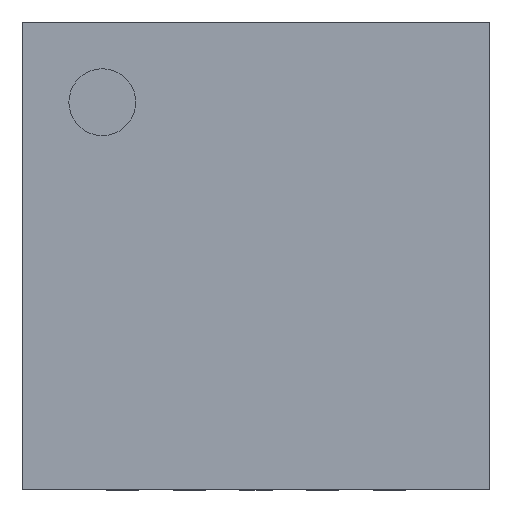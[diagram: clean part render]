
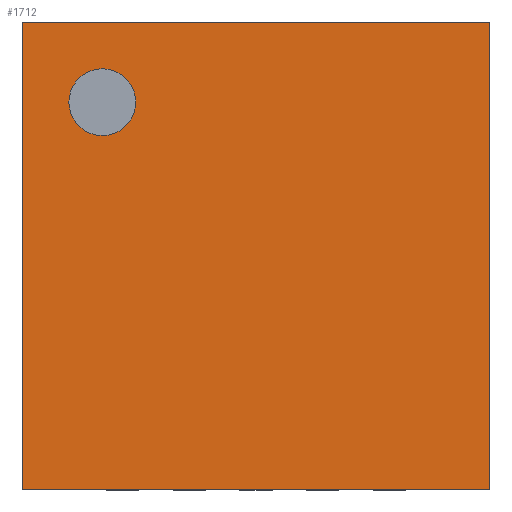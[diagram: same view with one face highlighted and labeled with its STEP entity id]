
A CAD part, top view. The second image highlights one B-rep face of the part: STEP entity #1712.
In plain terms, the highlighted face is planar.
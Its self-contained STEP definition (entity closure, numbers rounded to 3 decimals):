
#504 = EDGE_CURVE ( 'NONE', #3164, #6759, #4426, .T. ) ;
#755 = ORIENTED_EDGE ( 'NONE', *, *, #2153, .T. ) ;
#1106 = EDGE_CURVE ( 'NONE', #8395, #4597, #10005, .T. ) ;
#1253 = DIRECTION ( 'NONE',  ( -1., 0., 0. ) ) ;
#1261 = VECTOR ( 'NONE', #1253, 1000. ) ;
#1545 = LINE ( 'NONE', #7424, #1261 ) ;
#1712 = ADVANCED_FACE ( 'NONE', ( #3685, #3289 ), #10200, .T. ) ;
#1715 = VERTEX_POINT ( 'NONE', #10342 ) ;
#1839 = DIRECTION ( 'NONE',  ( 0., 1., 0. ) ) ;
#1862 = ORIENTED_EDGE ( 'NONE', *, *, #9443, .F. ) ;
#2153 = EDGE_CURVE ( 'NONE', #6759, #8395, #1545, .T. ) ;
#2378 = CARTESIAN_POINT ( 'NONE',  ( 1.75, 0.975, -1.75 ) ) ;
#2544 = CARTESIAN_POINT ( 'NONE',  ( 1.75, 0.975, 1.75 ) ) ;
#2600 = CARTESIAN_POINT ( 'NONE',  ( -1.75, 0.975, 1.75 ) ) ;
#2759 = CARTESIAN_POINT ( 'NONE',  ( -1.75, 0.975, 1.75 ) ) ;
#3164 = VERTEX_POINT ( 'NONE', #2544 ) ;
#3289 = FACE_OUTER_BOUND ( 'NONE', #9153, .T. ) ;
#3347 = DIRECTION ( 'NONE',  ( 1., 0., 0. ) ) ;
#3609 = DIRECTION ( 'NONE',  ( 1., 0., 0. ) ) ;
#3610 = CIRCLE ( 'NONE', #9527, 0.25 ) ;
#3677 = CARTESIAN_POINT ( 'NONE',  ( -1.75, 0.975, -1.75 ) ) ;
#3685 = FACE_BOUND ( 'NONE', #3971, .T. ) ;
#3958 = AXIS2_PLACEMENT_3D ( 'NONE', #7558, #9371, #6727 ) ;
#3971 = EDGE_LOOP ( 'NONE', ( #1862, #8484 ) ) ;
#4003 = CARTESIAN_POINT ( 'NONE',  ( 0., 0.975, 0. ) ) ;
#4355 = AXIS2_PLACEMENT_3D ( 'NONE', #4003, #8566, #3347 ) ;
#4426 = LINE ( 'NONE', #7345, #6624 ) ;
#4597 = VERTEX_POINT ( 'NONE', #2600 ) ;
#6070 = ORIENTED_EDGE ( 'NONE', *, *, #1106, .T. ) ;
#6196 = VERTEX_POINT ( 'NONE', #10886 ) ;
#6324 = DIRECTION ( 'NONE',  ( 0., 0., 1. ) ) ;
#6624 = VECTOR ( 'NONE', #8108, 1000. ) ;
#6727 = DIRECTION ( 'NONE',  ( 1., 0., 0. ) ) ;
#6759 = VERTEX_POINT ( 'NONE', #2378 ) ;
#7058 = CARTESIAN_POINT ( 'NONE',  ( -1.15, 0.975, -1.15 ) ) ;
#7345 = CARTESIAN_POINT ( 'NONE',  ( 1.75, 0.975, 1.75 ) ) ;
#7424 = CARTESIAN_POINT ( 'NONE',  ( 1.75, 0.975, -1.75 ) ) ;
#7558 = CARTESIAN_POINT ( 'NONE',  ( -1.15, 0.975, -1.15 ) ) ;
#7645 = VECTOR ( 'NONE', #3609, 1000. ) ;
#7933 = DIRECTION ( 'NONE',  ( 1., 0., 0. ) ) ;
#8108 = DIRECTION ( 'NONE',  ( 0., 0., -1. ) ) ;
#8395 = VERTEX_POINT ( 'NONE', #9003 ) ;
#8484 = ORIENTED_EDGE ( 'NONE', *, *, #10876, .F. ) ;
#8566 = DIRECTION ( 'NONE',  ( 0., 1., 0. ) ) ;
#9003 = CARTESIAN_POINT ( 'NONE',  ( -1.75, 0.975, -1.75 ) ) ;
#9100 = EDGE_CURVE ( 'NONE', #4597, #3164, #10772, .T. ) ;
#9153 = EDGE_LOOP ( 'NONE', ( #10207, #10952, #755, #6070 ) ) ;
#9371 = DIRECTION ( 'NONE',  ( 0., 1., 0. ) ) ;
#9443 = EDGE_CURVE ( 'NONE', #6196, #1715, #10630, .T. ) ;
#9527 = AXIS2_PLACEMENT_3D ( 'NONE', #7058, #1839, #7933 ) ;
#10005 = LINE ( 'NONE', #3677, #10689 ) ;
#10200 = PLANE ( 'NONE',  #4355 ) ;
#10207 = ORIENTED_EDGE ( 'NONE', *, *, #9100, .T. ) ;
#10342 = CARTESIAN_POINT ( 'NONE',  ( -1.4, 0.975, -1.15 ) ) ;
#10630 = CIRCLE ( 'NONE', #3958, 0.25 ) ;
#10689 = VECTOR ( 'NONE', #6324, 1000. ) ;
#10772 = LINE ( 'NONE', #2759, #7645 ) ;
#10876 = EDGE_CURVE ( 'NONE', #1715, #6196, #3610, .T. ) ;
#10886 = CARTESIAN_POINT ( 'NONE',  ( -0.9, 0.975, -1.15 ) ) ;
#10952 = ORIENTED_EDGE ( 'NONE', *, *, #504, .T. ) ;
